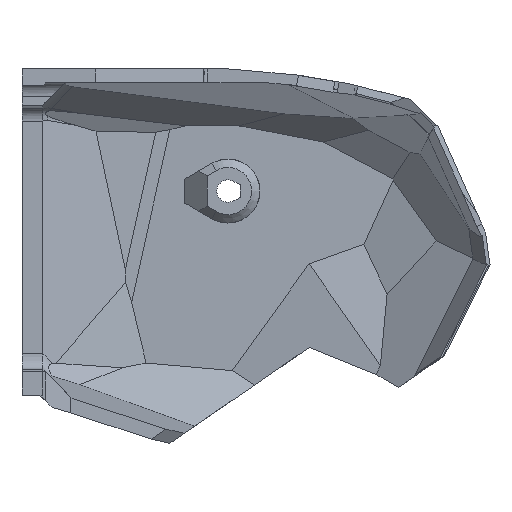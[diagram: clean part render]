
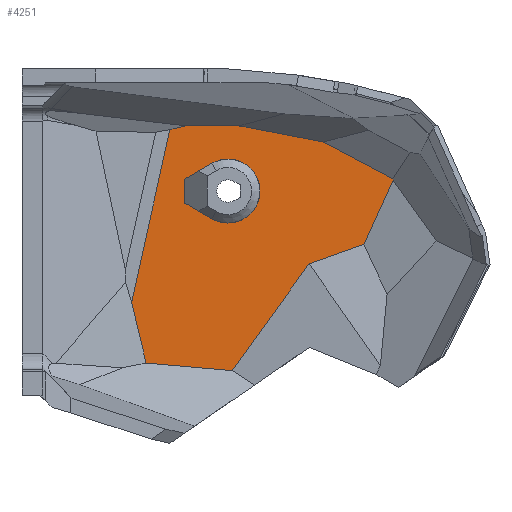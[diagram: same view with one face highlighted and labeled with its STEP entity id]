
A CAD part, left-side view. The second image highlights one B-rep face of the part: STEP entity #4251.
In plain terms, the highlighted planar face has unit normal (-1, 0, 0).
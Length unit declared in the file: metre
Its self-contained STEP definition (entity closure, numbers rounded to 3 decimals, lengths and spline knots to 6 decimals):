
#45=CIRCLE('',#4520,0.004);
#670=ORIENTED_EDGE('',*,*,#1726,.T.);
#671=ORIENTED_EDGE('',*,*,#1727,.T.);
#672=ORIENTED_EDGE('',*,*,#1728,.T.);
#673=ORIENTED_EDGE('',*,*,#1729,.F.);
#674=ORIENTED_EDGE('',*,*,#1730,.T.);
#675=ORIENTED_EDGE('',*,*,#1731,.F.);
#676=ORIENTED_EDGE('',*,*,#1732,.T.);
#677=ORIENTED_EDGE('',*,*,#1733,.F.);
#678=ORIENTED_EDGE('',*,*,#1734,.T.);
#679=ORIENTED_EDGE('',*,*,#1735,.F.);
#680=ORIENTED_EDGE('',*,*,#1736,.T.);
#681=ORIENTED_EDGE('',*,*,#1737,.T.);
#682=ORIENTED_EDGE('',*,*,#1738,.T.);
#683=ORIENTED_EDGE('',*,*,#1719,.T.);
#684=ORIENTED_EDGE('',*,*,#1717,.T.);
#685=ORIENTED_EDGE('',*,*,#1722,.T.);
#686=ORIENTED_EDGE('',*,*,#1739,.T.);
#1717=EDGE_CURVE('',#2226,#2225,#2691,.T.);
#1719=EDGE_CURVE('',#2227,#2226,#2693,.T.);
#1722=EDGE_CURVE('',#2225,#2229,#2696,.T.);
#1726=EDGE_CURVE('',#2230,#2231,#2698,.T.);
#1727=EDGE_CURVE('',#2231,#2232,#45,.T.);
#1728=EDGE_CURVE('',#2232,#2233,#2699,.T.);
#1729=EDGE_CURVE('',#2234,#2233,#2700,.T.);
#1730=EDGE_CURVE('',#2234,#2235,#2701,.T.);
#1731=EDGE_CURVE('',#2230,#2235,#2702,.T.);
#1732=EDGE_CURVE('',#2236,#2237,#2703,.T.);
#1733=EDGE_CURVE('',#2238,#2237,#2704,.T.);
#1734=EDGE_CURVE('',#2238,#2239,#2705,.T.);
#1735=EDGE_CURVE('',#2240,#2239,#2706,.T.);
#1736=EDGE_CURVE('',#2240,#2241,#2707,.T.);
#1737=EDGE_CURVE('',#2241,#2242,#2708,.T.);
#1738=EDGE_CURVE('',#2242,#2227,#2709,.T.);
#1739=EDGE_CURVE('',#2229,#2236,#2710,.T.);
#2225=VERTEX_POINT('',#6631);
#2226=VERTEX_POINT('',#6633);
#2227=VERTEX_POINT('',#6637);
#2229=VERTEX_POINT('',#6642);
#2230=VERTEX_POINT('',#6651);
#2231=VERTEX_POINT('',#6652);
#2232=VERTEX_POINT('',#6654);
#2233=VERTEX_POINT('',#6656);
#2234=VERTEX_POINT('',#6658);
#2235=VERTEX_POINT('',#6660);
#2236=VERTEX_POINT('',#6663);
#2237=VERTEX_POINT('',#6664);
#2238=VERTEX_POINT('',#6666);
#2239=VERTEX_POINT('',#6668);
#2240=VERTEX_POINT('',#6670);
#2241=VERTEX_POINT('',#6672);
#2242=VERTEX_POINT('',#6674);
#2691=LINE('',#6632,#3244);
#2693=LINE('',#6636,#3246);
#2696=LINE('',#6643,#3249);
#2698=LINE('',#6650,#3251);
#2699=LINE('',#6655,#3252);
#2700=LINE('',#6657,#3253);
#2701=LINE('',#6659,#3254);
#2702=LINE('',#6661,#3255);
#2703=LINE('',#6662,#3256);
#2704=LINE('',#6665,#3257);
#2705=LINE('',#6667,#3258);
#2706=LINE('',#6669,#3259);
#2707=LINE('',#6671,#3260);
#2708=LINE('',#6673,#3261);
#2709=LINE('',#6675,#3262);
#2710=LINE('',#6676,#3263);
#3244=VECTOR('',#5232,1.);
#3246=VECTOR('',#5236,1.);
#3249=VECTOR('',#5241,1.);
#3251=VECTOR('',#5253,1.);
#3252=VECTOR('',#5256,1.);
#3253=VECTOR('',#5257,1.);
#3254=VECTOR('',#5258,1.);
#3255=VECTOR('',#5259,1.);
#3256=VECTOR('',#5260,1.);
#3257=VECTOR('',#5261,1.);
#3258=VECTOR('',#5262,1.);
#3259=VECTOR('',#5263,1.);
#3260=VECTOR('',#5264,1.);
#3261=VECTOR('',#5265,1.);
#3262=VECTOR('',#5266,1.);
#3263=VECTOR('',#5267,1.);
#3545=EDGE_LOOP('',(#670,#671,#672,#673,#674,#675));
#3546=EDGE_LOOP('',(#676,#677,#678,#679,#680,#681,#682,#683,#684,#685,#686));
#3790=FACE_BOUND('',#3545,.T.);
#3791=FACE_BOUND('',#3546,.T.);
#4026=PLANE('',#4519);
#4251=ADVANCED_FACE('',(#3790,#3791),#4026,.F.);
#4519=AXIS2_PLACEMENT_3D('',#6649,#5251,#5252);
#4520=AXIS2_PLACEMENT_3D('',#6653,#5254,#5255);
#5232=DIRECTION('',(0.,1.,0.));
#5236=DIRECTION('',(0.,0.982,0.187));
#5241=DIRECTION('',(0.,0.973,-0.232));
#5251=DIRECTION('',(1.,0.,0.));
#5252=DIRECTION('',(0.,0.,-1.));
#5253=DIRECTION('',(0.,-0.966,0.259));
#5254=DIRECTION('',(1.,0.,0.));
#5255=DIRECTION('',(0.,-0.259,0.966));
#5256=DIRECTION('',(0.,0.966,0.259));
#5257=DIRECTION('',(0.,-0.866,-0.5));
#5258=DIRECTION('',(0.,0.,1.));
#5259=DIRECTION('',(0.,0.866,-0.5));
#5260=DIRECTION('',(0.,-0.233,-0.972));
#5261=DIRECTION('',(0.,0.996,0.087));
#5262=DIRECTION('',(0.,-0.584,0.812));
#5263=DIRECTION('',(0.,0.942,-0.335));
#5264=DIRECTION('',(0.,-0.415,0.91));
#5265=DIRECTION('',(0.,0.137,0.991));
#5266=DIRECTION('',(0.,0.883,0.469));
#5267=DIRECTION('',(0.,0.216,-0.976));
#6631=CARTESIAN_POINT('',(0.20213,0.024635,0.115185));
#6632=CARTESIAN_POINT('',(0.20213,0.0012,0.115185));
#6633=CARTESIAN_POINT('',(0.20213,0.016976,0.115185));
#6636=CARTESIAN_POINT('',(0.20213,0.004057,0.112722));
#6637=CARTESIAN_POINT('',(0.20213,0.004751,0.112855));
#6642=CARTESIAN_POINT('',(0.20213,0.026918,0.114641));
#6643=CARTESIAN_POINT('',(0.20213,0.017414,0.116907));
#6649=CARTESIAN_POINT('',(0.20213,0.011,0.099666));
#6650=CARTESIAN_POINT('',(0.20213,0.026646,0.107771));
#6651=CARTESIAN_POINT('',(0.20213,0.022339,0.108925));
#6652=CARTESIAN_POINT('',(0.20213,0.019591,0.109662));
#6653=CARTESIAN_POINT('',(0.20213,0.018555,0.105798));
#6654=CARTESIAN_POINT('',(0.20213,0.019591,0.101934));
#6655=CARTESIAN_POINT('',(0.20213,0.019591,0.101934));
#6656=CARTESIAN_POINT('',(0.20213,0.022339,0.102671));
#6657=CARTESIAN_POINT('',(0.20213,0.019244,0.100884));
#6658=CARTESIAN_POINT('',(0.20213,0.024755,0.104066));
#6659=CARTESIAN_POINT('',(0.20213,0.024755,0.103078));
#6660=CARTESIAN_POINT('',(0.20213,0.024755,0.10753));
#6661=CARTESIAN_POINT('',(0.20213,0.01935,0.110651));
#6662=CARTESIAN_POINT('',(0.20213,0.034769,0.099549));
#6663=CARTESIAN_POINT('',(0.20213,0.03242,0.089753));
#6664=CARTESIAN_POINT('',(0.20213,0.030329,0.081033));
#6665=CARTESIAN_POINT('',(0.20213,0.021999,0.080304));
#6666=CARTESIAN_POINT('',(0.20213,0.017939,0.079949));
#6667=CARTESIAN_POINT('',(0.20213,0.009306,0.091948));
#6668=CARTESIAN_POINT('',(0.20213,0.006875,0.095327));
#6669=CARTESIAN_POINT('',(0.20213,-0.006321,0.10002));
#6670=CARTESIAN_POINT('',(0.20213,-0.000998,0.098127));
#6671=CARTESIAN_POINT('',(0.20213,0.003619,0.087994));
#6672=CARTESIAN_POINT('',(0.20213,-0.005212,0.107375));
#6673=CARTESIAN_POINT('',(0.20213,-0.006995,0.094455));
#6674=CARTESIAN_POINT('',(0.20213,-0.005184,0.107578));
#6675=CARTESIAN_POINT('',(0.20213,0.003568,0.112226));
#6676=CARTESIAN_POINT('',(0.20213,0.030557,0.098181));
